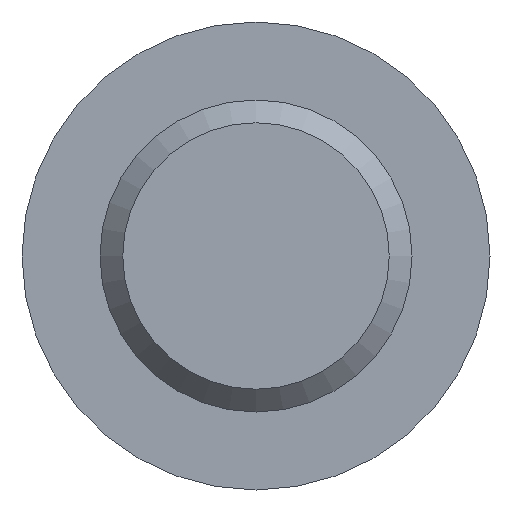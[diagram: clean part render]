
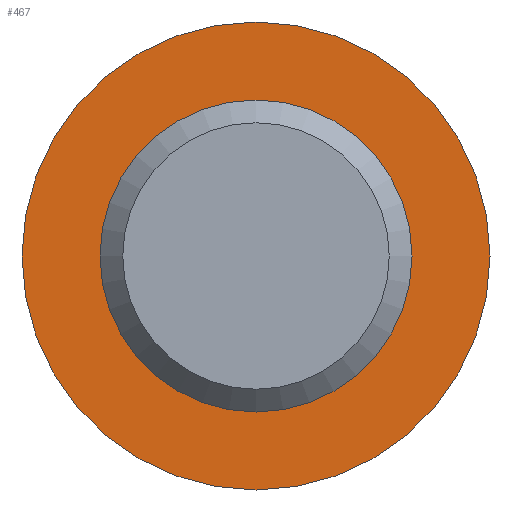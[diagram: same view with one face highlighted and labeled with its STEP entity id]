
A CAD part, front view. The second image highlights one B-rep face of the part: STEP entity #467.
In plain terms, the highlighted planar face has unit normal (0, -1, 0).
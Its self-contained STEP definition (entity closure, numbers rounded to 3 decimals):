
#13 = CIRCLE ( 'NONE', #419, 9. ) ;
#46 = DIRECTION ( 'NONE',  ( 0., 1., 0. ) ) ;
#58 = CARTESIAN_POINT ( 'NONE',  ( 0., 70., 0. ) ) ;
#74 = VERTEX_POINT ( 'NONE', #78 ) ;
#76 = AXIS2_PLACEMENT_3D ( 'NONE', #200, #46, #203 ) ;
#78 = CARTESIAN_POINT ( 'NONE',  ( 0., 70., -6. ) ) ;
#85 = VERTEX_POINT ( 'NONE', #247 ) ;
#105 = EDGE_LOOP ( 'NONE', ( #363 ) ) ;
#132 = ORIENTED_EDGE ( 'NONE', *, *, #207, .T. ) ;
#180 = DIRECTION ( 'NONE',  ( 0., -1., 0. ) ) ;
#191 = DIRECTION ( 'NONE',  ( 0., 0., -1. ) ) ;
#195 = EDGE_LOOP ( 'NONE', ( #132 ) ) ;
#200 = CARTESIAN_POINT ( 'NONE',  ( -6., 70., 0. ) ) ;
#203 = DIRECTION ( 'NONE',  ( 0., 0., 1. ) ) ;
#207 = EDGE_CURVE ( 'NONE', #85, #85, #13, .T. ) ;
#236 = PLANE ( 'NONE',  #76 ) ;
#247 = CARTESIAN_POINT ( 'NONE',  ( 0., 70., -9. ) ) ;
#314 = AXIS2_PLACEMENT_3D ( 'NONE', #470, #180, #191 ) ;
#345 = DIRECTION ( 'NONE',  ( 0., 0., -1. ) ) ;
#354 = CIRCLE ( 'NONE', #314, 6. ) ;
#363 = ORIENTED_EDGE ( 'NONE', *, *, #444, .F. ) ;
#419 = AXIS2_PLACEMENT_3D ( 'NONE', #58, #436, #345 ) ;
#436 = DIRECTION ( 'NONE',  ( 0., -1., 0. ) ) ;
#444 = EDGE_CURVE ( 'NONE', #74, #74, #354, .T. ) ;
#456 = FACE_OUTER_BOUND ( 'NONE', #195, .T. ) ;
#467 = ADVANCED_FACE ( 'NONE', ( #496, #456 ), #236, .F. ) ;
#470 = CARTESIAN_POINT ( 'NONE',  ( 0., 70., 0. ) ) ;
#496 = FACE_BOUND ( 'NONE', #105, .T. ) ;
